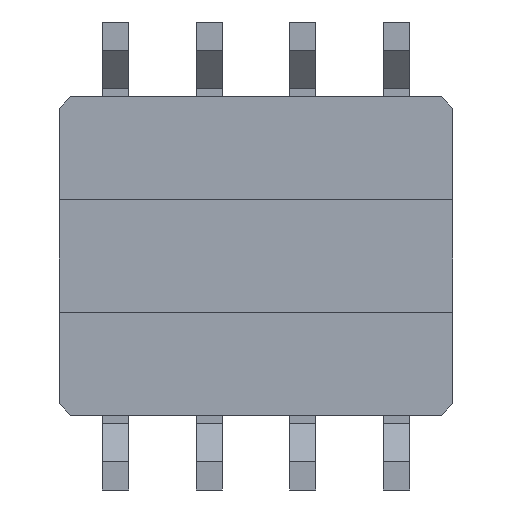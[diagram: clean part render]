
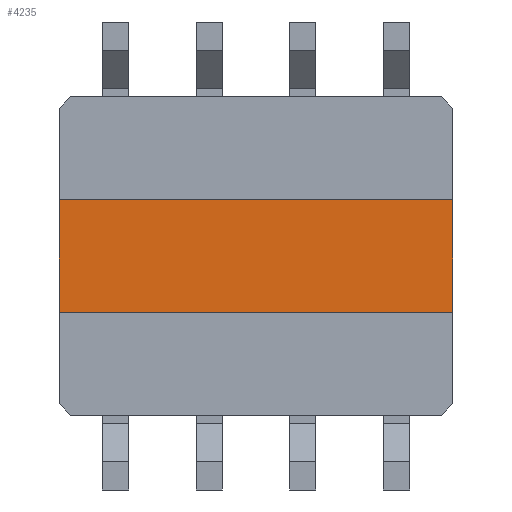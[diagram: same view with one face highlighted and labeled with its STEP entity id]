
A CAD part, front view. The second image highlights one B-rep face of the part: STEP entity #4235.
In plain terms, the highlighted planar face has unit normal (0, -1, 0).
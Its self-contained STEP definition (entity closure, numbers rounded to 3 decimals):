
#580=DIRECTION('',(0.,0.,1.));
#581=VECTOR('',#580,3.);
#582=CARTESIAN_POINT('',(-5.25,-1.1,-1.5));
#583=LINE('',#582,#581);
#660=DIRECTION('',(0.,0.,1.));
#661=VECTOR('',#660,3.);
#662=CARTESIAN_POINT('',(5.25,-1.1,-1.5));
#663=LINE('',#662,#661);
#676=DIRECTION('',(1.,0.,0.));
#677=VECTOR('',#676,10.5);
#678=CARTESIAN_POINT('',(-5.25,-1.1,-1.5));
#679=LINE('',#678,#677);
#680=DIRECTION('',(1.,0.,0.));
#681=VECTOR('',#680,10.5);
#682=CARTESIAN_POINT('',(-5.25,-1.1,1.5));
#683=LINE('',#682,#681);
#3763=CARTESIAN_POINT('',(-5.25,-1.1,-1.5));
#3764=VERTEX_POINT('',#3763);
#3765=CARTESIAN_POINT('',(-5.25,-1.1,1.5));
#3766=VERTEX_POINT('',#3765);
#3767=CARTESIAN_POINT('',(5.25,-1.1,-1.5));
#3768=VERTEX_POINT('',#3767);
#3769=CARTESIAN_POINT('',(5.25,-1.1,1.5));
#3770=VERTEX_POINT('',#3769);
#4223=CARTESIAN_POINT('',(-6.,-1.1,-1.5));
#4224=DIRECTION('',(0.,1.,0.));
#4225=DIRECTION('',(0.,0.,1.));
#4226=AXIS2_PLACEMENT_3D('',#4223,#4224,#4225);
#4227=PLANE('',#4226);
#4228=ORIENTED_EDGE('',*,*,#4120,.T.);
#4230=ORIENTED_EDGE('',*,*,#4229,.T.);
#4231=ORIENTED_EDGE('',*,*,#4210,.F.);
#4232=ORIENTED_EDGE('',*,*,#4099,.F.);
#4233=EDGE_LOOP('',(#4228,#4230,#4231,#4232));
#4234=FACE_OUTER_BOUND('',#4233,.F.);
#4099=EDGE_CURVE('',#3764,#3768,#679,.T.);
#4120=EDGE_CURVE('',#3764,#3766,#583,.T.);
#4210=EDGE_CURVE('',#3768,#3770,#663,.T.);
#4229=EDGE_CURVE('',#3766,#3770,#683,.T.);
#4235=ADVANCED_FACE('',(#4234),#4227,.F.);
